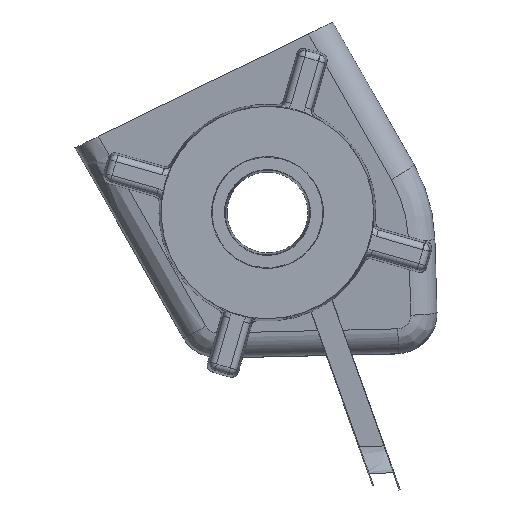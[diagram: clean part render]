
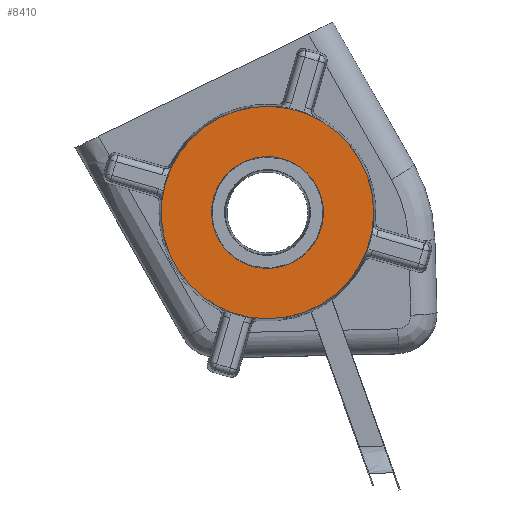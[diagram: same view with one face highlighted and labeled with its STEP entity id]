
A CAD part, front view. The second image highlights one B-rep face of the part: STEP entity #8410.
In plain terms, the highlighted planar face has unit normal (0, -1, 0).
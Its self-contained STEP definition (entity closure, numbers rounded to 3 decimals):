
#8410 = ADVANCED_FACE('',(#8411,#8460),#8426,.T.);
#8411 = FACE_BOUND('',#8412,.T.);
#8412 = EDGE_LOOP('',(#8413,#8441));
#8413 = ORIENTED_EDGE('',*,*,#8414,.F.);
#8414 = EDGE_CURVE('',#8415,#8417,#8419,.T.);
#8415 = VERTEX_POINT('',#8416);
#8416 = CARTESIAN_POINT('',(1514.001,-764.794,
    1436.971));
#8417 = VERTEX_POINT('',#8418);
#8418 = CARTESIAN_POINT('',(1514.806,-764.794,
    1444.898));
#8419 = SURFACE_CURVE('',#8420,(#8425),.PCURVE_S1.);
#8420 = CIRCLE('',#8421,4.004);
#8421 = AXIS2_PLACEMENT_3D('',#8422,#8423,#8424);
#8422 = CARTESIAN_POINT('',(1514.001,-764.794,
    1440.975));
#8423 = DIRECTION('',(0.,1.,0.));
#8424 = DIRECTION('',(0.,0.,-1.));
#8425 = PCURVE('',#8426,#8431);
#8426 = PLANE('',#8427);
#8427 = AXIS2_PLACEMENT_3D('',#8428,#8429,#8430);
#8428 = CARTESIAN_POINT('',(1514.001,-764.794,
    1440.975));
#8429 = DIRECTION('',(0.,-1.,0.));
#8430 = DIRECTION('',(0.,0.,-1.));
#8431 = DEFINITIONAL_REPRESENTATION('',(#8432),#8440);
#8432 = ( BOUNDED_CURVE() B_SPLINE_CURVE(2,(#8433,#8434,#8435,#8436,
#8437,#8438,#8439),.UNSPECIFIED.,.T.,.F.) B_SPLINE_CURVE_WITH_KNOTS((1,2
    ,2,2,2,1),(-2.094,0.,2.094,4.189,
6.283,8.378),.UNSPECIFIED.) CURVE() 
GEOMETRIC_REPRESENTATION_ITEM() RATIONAL_B_SPLINE_CURVE((1.,0.5,1.,0.5,
1.,0.5,1.)) REPRESENTATION_ITEM('') );
#8433 = CARTESIAN_POINT('',(4.004,0.));
#8434 = CARTESIAN_POINT('',(4.004,-6.936));
#8435 = CARTESIAN_POINT('',(-2.002,-3.468));
#8436 = CARTESIAN_POINT('',(-8.009,0.));
#8437 = CARTESIAN_POINT('',(-2.002,3.468));
#8438 = CARTESIAN_POINT('',(4.004,6.936));
#8439 = CARTESIAN_POINT('',(4.004,0.));
#8440 = ( GEOMETRIC_REPRESENTATION_CONTEXT(2) 
PARAMETRIC_REPRESENTATION_CONTEXT() REPRESENTATION_CONTEXT('2D SPACE',''
  ) );
#8441 = ORIENTED_EDGE('',*,*,#8442,.F.);
#8442 = EDGE_CURVE('',#8417,#8415,#8443,.T.);
#8443 = SURFACE_CURVE('',#8444,(#8449),.PCURVE_S1.);
#8444 = CIRCLE('',#8445,4.004);
#8445 = AXIS2_PLACEMENT_3D('',#8446,#8447,#8448);
#8446 = CARTESIAN_POINT('',(1514.001,-764.794,
    1440.975));
#8447 = DIRECTION('',(0.,1.,0.));
#8448 = DIRECTION('',(0.,0.,-1.));
#8449 = PCURVE('',#8426,#8450);
#8450 = DEFINITIONAL_REPRESENTATION('',(#8451),#8459);
#8451 = ( BOUNDED_CURVE() B_SPLINE_CURVE(2,(#8452,#8453,#8454,#8455,
#8456,#8457,#8458),.UNSPECIFIED.,.T.,.F.) B_SPLINE_CURVE_WITH_KNOTS((1,2
    ,2,2,2,1),(-2.094,0.,2.094,4.189,
6.283,8.378),.UNSPECIFIED.) CURVE() 
GEOMETRIC_REPRESENTATION_ITEM() RATIONAL_B_SPLINE_CURVE((1.,0.5,1.,0.5,
1.,0.5,1.)) REPRESENTATION_ITEM('') );
#8452 = CARTESIAN_POINT('',(4.004,0.));
#8453 = CARTESIAN_POINT('',(4.004,-6.936));
#8454 = CARTESIAN_POINT('',(-2.002,-3.468));
#8455 = CARTESIAN_POINT('',(-8.009,0.));
#8456 = CARTESIAN_POINT('',(-2.002,3.468));
#8457 = CARTESIAN_POINT('',(4.004,6.936));
#8458 = CARTESIAN_POINT('',(4.004,0.));
#8459 = ( GEOMETRIC_REPRESENTATION_CONTEXT(2) 
PARAMETRIC_REPRESENTATION_CONTEXT() REPRESENTATION_CONTEXT('2D SPACE',''
  ) );
#8460 = FACE_BOUND('',#8461,.T.);
#8461 = EDGE_LOOP('',(#8462,#8485));
#8462 = ORIENTED_EDGE('',*,*,#8463,.T.);
#8463 = EDGE_CURVE('',#8464,#8466,#8468,.T.);
#8464 = VERTEX_POINT('',#8465);
#8465 = CARTESIAN_POINT('',(1514.001,-764.794,
    1438.865));
#8466 = VERTEX_POINT('',#8467);
#8467 = CARTESIAN_POINT('',(1514.583,-764.794,
    1443.003));
#8468 = SURFACE_CURVE('',#8469,(#8474),.PCURVE_S1.);
#8469 = CIRCLE('',#8470,2.11);
#8470 = AXIS2_PLACEMENT_3D('',#8471,#8472,#8473);
#8471 = CARTESIAN_POINT('',(1514.001,-764.794,
    1440.975));
#8472 = DIRECTION('',(0.,1.,0.));
#8473 = DIRECTION('',(0.,0.,-1.));
#8474 = PCURVE('',#8426,#8475);
#8475 = DEFINITIONAL_REPRESENTATION('',(#8476),#8484);
#8476 = ( BOUNDED_CURVE() B_SPLINE_CURVE(2,(#8477,#8478,#8479,#8480,
#8481,#8482,#8483),.UNSPECIFIED.,.T.,.F.) B_SPLINE_CURVE_WITH_KNOTS((1,2
    ,2,2,2,1),(-2.094,0.,2.094,4.189,
6.283,8.378),.UNSPECIFIED.) CURVE() 
GEOMETRIC_REPRESENTATION_ITEM() RATIONAL_B_SPLINE_CURVE((1.,0.5,1.,0.5,
1.,0.5,1.)) REPRESENTATION_ITEM('') );
#8477 = CARTESIAN_POINT('',(2.11,0.));
#8478 = CARTESIAN_POINT('',(2.11,-3.654));
#8479 = CARTESIAN_POINT('',(-1.055,-1.827));
#8480 = CARTESIAN_POINT('',(-4.219,0.));
#8481 = CARTESIAN_POINT('',(-1.055,1.827));
#8482 = CARTESIAN_POINT('',(2.11,3.654));
#8483 = CARTESIAN_POINT('',(2.11,0.));
#8484 = ( GEOMETRIC_REPRESENTATION_CONTEXT(2) 
PARAMETRIC_REPRESENTATION_CONTEXT() REPRESENTATION_CONTEXT('2D SPACE',''
  ) );
#8485 = ORIENTED_EDGE('',*,*,#8486,.T.);
#8486 = EDGE_CURVE('',#8466,#8464,#8487,.T.);
#8487 = SURFACE_CURVE('',#8488,(#8493),.PCURVE_S1.);
#8488 = CIRCLE('',#8489,2.11);
#8489 = AXIS2_PLACEMENT_3D('',#8490,#8491,#8492);
#8490 = CARTESIAN_POINT('',(1514.001,-764.794,
    1440.975));
#8491 = DIRECTION('',(0.,1.,0.));
#8492 = DIRECTION('',(0.,0.,-1.));
#8493 = PCURVE('',#8426,#8494);
#8494 = DEFINITIONAL_REPRESENTATION('',(#8495),#8503);
#8495 = ( BOUNDED_CURVE() B_SPLINE_CURVE(2,(#8496,#8497,#8498,#8499,
#8500,#8501,#8502),.UNSPECIFIED.,.T.,.F.) B_SPLINE_CURVE_WITH_KNOTS((1,2
    ,2,2,2,1),(-2.094,0.,2.094,4.189,
6.283,8.378),.UNSPECIFIED.) CURVE() 
GEOMETRIC_REPRESENTATION_ITEM() RATIONAL_B_SPLINE_CURVE((1.,0.5,1.,0.5,
1.,0.5,1.)) REPRESENTATION_ITEM('') );
#8496 = CARTESIAN_POINT('',(2.11,0.));
#8497 = CARTESIAN_POINT('',(2.11,-3.654));
#8498 = CARTESIAN_POINT('',(-1.055,-1.827));
#8499 = CARTESIAN_POINT('',(-4.219,0.));
#8500 = CARTESIAN_POINT('',(-1.055,1.827));
#8501 = CARTESIAN_POINT('',(2.11,3.654));
#8502 = CARTESIAN_POINT('',(2.11,0.));
#8503 = ( GEOMETRIC_REPRESENTATION_CONTEXT(2) 
PARAMETRIC_REPRESENTATION_CONTEXT() REPRESENTATION_CONTEXT('2D SPACE',''
  ) );
